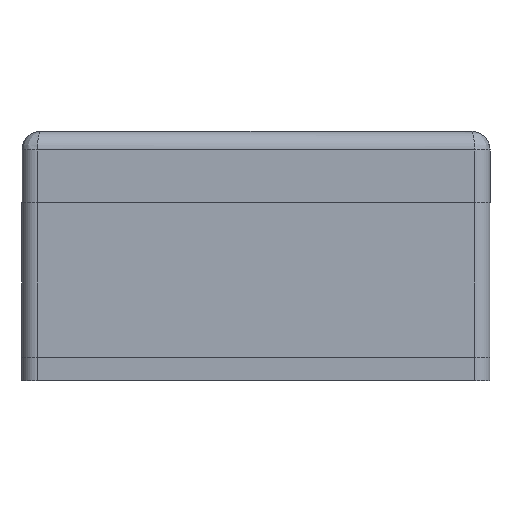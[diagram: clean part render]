
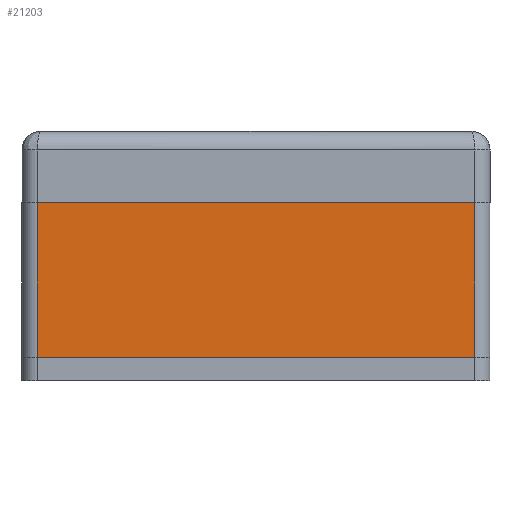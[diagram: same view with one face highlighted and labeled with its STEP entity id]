
A CAD part, front view. The second image highlights one B-rep face of the part: STEP entity #21203.
In plain terms, the highlighted planar face has unit normal (0, -1, 0).
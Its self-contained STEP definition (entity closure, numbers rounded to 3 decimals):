
#1959=PLANE('',#22363);
#2617=FACE_OUTER_BOUND('',#3844,.T.);
#3844=EDGE_LOOP('',(#15815,#15816,#15817,#15818));
#5258=LINE('',#29402,#7236);
#5262=LINE('',#29411,#7240);
#5279=LINE('',#29459,#7257);
#5387=LINE('',#30082,#7365);
#7236=VECTOR('',#23659,10.);
#7240=VECTOR('',#23667,10.);
#7257=VECTOR('',#23700,10.);
#7365=VECTOR('',#23830,10.);
#9387=VERTEX_POINT('',#29395);
#9390=VERTEX_POINT('',#29400);
#9393=VERTEX_POINT('',#29410);
#9416=VERTEX_POINT('',#29458);
#11750=EDGE_CURVE('',#9390,#9387,#5258,.T.);
#11754=EDGE_CURVE('',#9387,#9393,#5262,.T.);
#11778=EDGE_CURVE('',#9393,#9416,#5279,.T.);
#11958=EDGE_CURVE('',#9416,#9390,#5387,.T.);
#15815=ORIENTED_EDGE('',*,*,#11750,.F.);
#15816=ORIENTED_EDGE('',*,*,#11958,.F.);
#15817=ORIENTED_EDGE('',*,*,#11778,.F.);
#15818=ORIENTED_EDGE('',*,*,#11754,.F.);
#21203=ADVANCED_FACE('',(#2617),#1959,.T.);
#22363=AXIS2_PLACEMENT_3D('',#30081,#23828,#23829);
#23659=DIRECTION('',(0.,0.,-1.));
#23667=DIRECTION('',(-1.,0.,0.));
#23700=DIRECTION('',(0.,0.,1.));
#23828=DIRECTION('center_axis',(0.,-1.,0.));
#23829=DIRECTION('ref_axis',(0.,0.,-1.));
#23830=DIRECTION('',(1.,0.,0.));
#29395=CARTESIAN_POINT('',(-65.,-23.,-19.));
#29400=CARTESIAN_POINT('',(-65.,-23.,31.));
#29402=CARTESIAN_POINT('',(-65.,-23.,24.125));
#29410=CARTESIAN_POINT('',(-206.2,-23.,-19.));
#29411=CARTESIAN_POINT('',(-129.6,-23.,-19.));
#29458=CARTESIAN_POINT('',(-206.2,-23.,31.));
#29459=CARTESIAN_POINT('',(-206.2,-23.,21.25));
#30081=CARTESIAN_POINT('Origin',(-196.2,-23.,20.75));
#30082=CARTESIAN_POINT('',(-129.6,-23.,31.));
